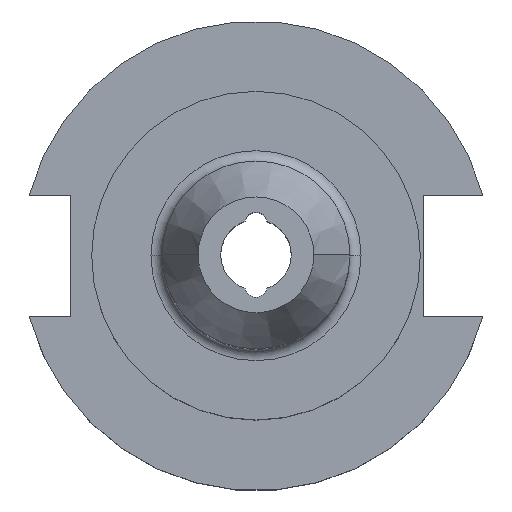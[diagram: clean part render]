
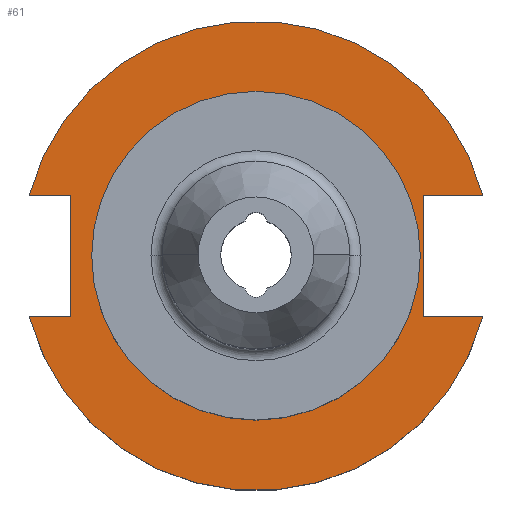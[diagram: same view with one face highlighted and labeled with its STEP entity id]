
A CAD part, top view. The second image highlights one B-rep face of the part: STEP entity #61.
In plain terms, the highlighted planar face has unit normal (0, 0, 1).
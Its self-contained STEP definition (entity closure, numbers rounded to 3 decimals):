
#60 = CARTESIAN_POINT ( 'NONE',  ( 30.675, -8.191, 19.05 ) ) ;
#61 = ADVANCED_FACE ( 'NONE', ( #647, #688 ), #1103, .F. ) ;
#80 = CARTESIAN_POINT ( 'NONE',  ( 0., 0., 19.05 ) ) ;
#86 = EDGE_CURVE ( 'NONE', #1565, #948, #1228, .T. ) ;
#91 = CARTESIAN_POINT ( 'NONE',  ( 0., 22.225, 19.05 ) ) ;
#117 = EDGE_LOOP ( 'NONE', ( #442, #1584, #561, #282, #210, #531, #312, #819 ) ) ;
#136 = CARTESIAN_POINT ( 'NONE',  ( 22.225, 0., 19.05 ) ) ;
#149 = DIRECTION ( 'NONE',  ( 1., 0., 0. ) ) ;
#150 = VERTEX_POINT ( 'NONE', #425 ) ;
#194 = CARTESIAN_POINT ( 'NONE',  ( 0., 0., 19.05 ) ) ;
#210 = ORIENTED_EDGE ( 'NONE', *, *, #1661, .T. ) ;
#211 = EDGE_CURVE ( 'NONE', #903, #335, #692, .T. ) ;
#227 = EDGE_CURVE ( 'NONE', #1422, #405, #607, .T. ) ;
#258 = DIRECTION ( 'NONE',  ( 1., 0., 0. ) ) ;
#276 = CARTESIAN_POINT ( 'NONE',  ( -61.091, 8.191, 19.05 ) ) ;
#279 = DIRECTION ( 'NONE',  ( 1., 0., 0. ) ) ;
#282 = ORIENTED_EDGE ( 'NONE', *, *, #1132, .F. ) ;
#312 = ORIENTED_EDGE ( 'NONE', *, *, #1657, .T. ) ;
#333 = DIRECTION ( 'NONE',  ( 1., 0., 0. ) ) ;
#335 = VERTEX_POINT ( 'NONE', #1527 ) ;
#346 = AXIS2_PLACEMENT_3D ( 'NONE', #194, #1075, #333 ) ;
#380 = CARTESIAN_POINT ( 'NONE',  ( 0., 0., 19.05 ) ) ;
#405 = VERTEX_POINT ( 'NONE', #1671 ) ;
#414 = DIRECTION ( 'NONE',  ( 0., 0., 1. ) ) ;
#425 = CARTESIAN_POINT ( 'NONE',  ( 22.606, 8.191, 19.05 ) ) ;
#441 = VERTEX_POINT ( 'NONE', #649 ) ;
#442 = ORIENTED_EDGE ( 'NONE', *, *, #211, .T. ) ;
#491 = EDGE_LOOP ( 'NONE', ( #1626, #597 ) ) ;
#513 = DIRECTION ( 'NONE',  ( 1., 0., 0. ) ) ;
#531 = ORIENTED_EDGE ( 'NONE', *, *, #807, .F. ) ;
#539 = AXIS2_PLACEMENT_3D ( 'NONE', #1678, #905, #149 ) ;
#561 = ORIENTED_EDGE ( 'NONE', *, *, #86, .T. ) ;
#592 = LINE ( 'NONE', #697, #1570 ) ;
#594 = VECTOR ( 'NONE', #1142, 1000. ) ;
#597 = ORIENTED_EDGE ( 'NONE', *, *, #1441, .F. ) ;
#600 = DIRECTION ( 'NONE',  ( -1., 0., 0. ) ) ;
#607 = CIRCLE ( 'NONE', #1409, 22.225 ) ;
#611 = VECTOR ( 'NONE', #1094, 1000. ) ;
#615 = VECTOR ( 'NONE', #1462, 1000. ) ;
#635 = EDGE_CURVE ( 'NONE', #1565, #335, #836, .T. ) ;
#647 = FACE_BOUND ( 'NONE', #491, .T. ) ;
#649 = CARTESIAN_POINT ( 'NONE',  ( 30.675, 8.191, 19.05 ) ) ;
#688 = FACE_OUTER_BOUND ( 'NONE', #117, .T. ) ;
#692 = LINE ( 'NONE', #1648, #1624 ) ;
#697 = CARTESIAN_POINT ( 'NONE',  ( 0., 8.191, 19.05 ) ) ;
#703 = CARTESIAN_POINT ( 'NONE',  ( 22.606, 22.225, 19.05 ) ) ;
#740 = VERTEX_POINT ( 'NONE', #1104 ) ;
#806 = CARTESIAN_POINT ( 'NONE',  ( -30.675, -8.191, 19.05 ) ) ;
#807 = EDGE_CURVE ( 'NONE', #441, #150, #592, .T. ) ;
#819 = ORIENTED_EDGE ( 'NONE', *, *, #1320, .T. ) ;
#820 = AXIS2_PLACEMENT_3D ( 'NONE', #91, #1361, #600 ) ;
#826 = CARTESIAN_POINT ( 'NONE',  ( -25.091, 8.191, 19.05 ) ) ;
#836 = LINE ( 'NONE', #1393, #1145 ) ;
#903 = VERTEX_POINT ( 'NONE', #826 ) ;
#905 = DIRECTION ( 'NONE',  ( 0., 0., 1. ) ) ;
#942 = DIRECTION ( 'NONE',  ( -1., 0., 0. ) ) ;
#948 = VERTEX_POINT ( 'NONE', #60 ) ;
#952 = LINE ( 'NONE', #1479, #611 ) ;
#1075 = DIRECTION ( 'NONE',  ( 0., 0., 1. ) ) ;
#1081 = AXIS2_PLACEMENT_3D ( 'NONE', #80, #1643, #258 ) ;
#1094 = DIRECTION ( 'NONE',  ( 1., 0., 0. ) ) ;
#1102 = CIRCLE ( 'NONE', #539, 22.225 ) ;
#1103 = PLANE ( 'NONE',  #820 ) ;
#1104 = CARTESIAN_POINT ( 'NONE',  ( 22.606, -8.191, 19.05 ) ) ;
#1132 = EDGE_CURVE ( 'NONE', #740, #948, #952, .T. ) ;
#1142 = DIRECTION ( 'NONE',  ( 1., 0., 0. ) ) ;
#1145 = VECTOR ( 'NONE', #513, 1000. ) ;
#1228 = CIRCLE ( 'NONE', #1081, 31.75 ) ;
#1266 = LINE ( 'NONE', #276, #594 ) ;
#1285 = DIRECTION ( 'NONE',  ( 0., -1., 0. ) ) ;
#1295 = LINE ( 'NONE', #703, #615 ) ;
#1300 = CARTESIAN_POINT ( 'NONE',  ( -30.675, 8.191, 19.05 ) ) ;
#1320 = EDGE_CURVE ( 'NONE', #1471, #903, #1266, .T. ) ;
#1361 = DIRECTION ( 'NONE',  ( 0., 0., -1. ) ) ;
#1393 = CARTESIAN_POINT ( 'NONE',  ( -61.091, -8.191, 19.05 ) ) ;
#1409 = AXIS2_PLACEMENT_3D ( 'NONE', #380, #414, #279 ) ;
#1422 = VERTEX_POINT ( 'NONE', #136 ) ;
#1441 = EDGE_CURVE ( 'NONE', #405, #1422, #1102, .T. ) ;
#1462 = DIRECTION ( 'NONE',  ( 0., 1., 0. ) ) ;
#1471 = VERTEX_POINT ( 'NONE', #1300 ) ;
#1479 = CARTESIAN_POINT ( 'NONE',  ( 0., -8.191, 19.05 ) ) ;
#1527 = CARTESIAN_POINT ( 'NONE',  ( -25.091, -8.191, 19.05 ) ) ;
#1565 = VERTEX_POINT ( 'NONE', #806 ) ;
#1570 = VECTOR ( 'NONE', #942, 1000. ) ;
#1584 = ORIENTED_EDGE ( 'NONE', *, *, #635, .F. ) ;
#1624 = VECTOR ( 'NONE', #1285, 1000. ) ;
#1626 = ORIENTED_EDGE ( 'NONE', *, *, #227, .F. ) ;
#1636 = CIRCLE ( 'NONE', #346, 31.75 ) ;
#1643 = DIRECTION ( 'NONE',  ( 0., 0., 1. ) ) ;
#1648 = CARTESIAN_POINT ( 'NONE',  ( -25.091, 8.191, 19.05 ) ) ;
#1657 = EDGE_CURVE ( 'NONE', #441, #1471, #1636, .T. ) ;
#1661 = EDGE_CURVE ( 'NONE', #740, #150, #1295, .T. ) ;
#1671 = CARTESIAN_POINT ( 'NONE',  ( -22.225, 0., 19.05 ) ) ;
#1678 = CARTESIAN_POINT ( 'NONE',  ( 0., 0., 19.05 ) ) ;
